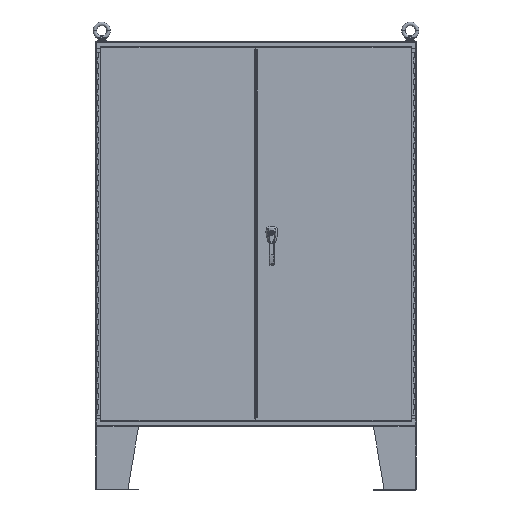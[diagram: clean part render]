
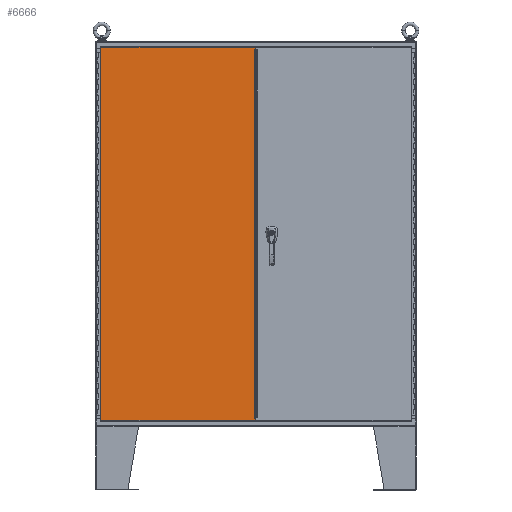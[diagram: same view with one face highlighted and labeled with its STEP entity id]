
A CAD part, front view. The second image highlights one B-rep face of the part: STEP entity #6666.
In plain terms, the highlighted planar face has unit normal (0, -1, 0).
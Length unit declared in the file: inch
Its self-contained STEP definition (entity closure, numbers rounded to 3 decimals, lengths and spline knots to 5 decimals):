
#2001 = EDGE_CURVE ( 'NONE', #40796, #70347, #66986, .T. ) ;
#2213 = DIRECTION ( 'NONE',  ( 0., 0., -1. ) ) ;
#4280 = CARTESIAN_POINT ( 'NONE',  ( -29.10725, -13.723, 34.982 ) ) ;
#4646 = LINE ( 'NONE', #69458, #82071 ) ;
#6666 = ADVANCED_FACE ( 'NONE', ( #86725 ), #102260, .F. ) ;
#7695 = CARTESIAN_POINT ( 'NONE',  ( -29.10725, -13.723, 34.982 ) ) ;
#7867 = CARTESIAN_POINT ( 'NONE',  ( -29.10725, -13.723, -34.982 ) ) ;
#9132 = DIRECTION ( 'NONE',  ( 0., 0., 1. ) ) ;
#12495 = VECTOR ( 'NONE', #64485, 39.37008 ) ;
#13563 = VECTOR ( 'NONE', #41448, 39.37008 ) ;
#21391 = DIRECTION ( 'NONE',  ( 0., 1., 0. ) ) ;
#24984 = ORIENTED_EDGE ( 'NONE', *, *, #88690, .F. ) ;
#25866 = CARTESIAN_POINT ( 'NONE',  ( -29.10725, -13.723, 34.982 ) ) ;
#30256 = LINE ( 'NONE', #39868, #12495 ) ;
#34439 = DIRECTION ( 'NONE',  ( 0., 0., 1. ) ) ;
#38075 = CARTESIAN_POINT ( 'NONE',  ( -0.26825, -13.723, 34.608 ) ) ;
#39868 = CARTESIAN_POINT ( 'NONE',  ( -0.26825, -13.723, -34.982 ) ) ;
#40796 = VERTEX_POINT ( 'NONE', #7867 ) ;
#41448 = DIRECTION ( 'NONE',  ( 1., 0., 0. ) ) ;
#42841 = ORIENTED_EDGE ( 'NONE', *, *, #71303, .F. ) ;
#44128 = ORIENTED_EDGE ( 'NONE', *, *, #102711, .F. ) ;
#44191 = VERTEX_POINT ( 'NONE', #38075 ) ;
#45832 = CARTESIAN_POINT ( 'NONE',  ( -0.26825, -13.723, -34.608 ) ) ;
#50915 = CARTESIAN_POINT ( 'NONE',  ( -29.10725, -13.723, 34.982 ) ) ;
#53947 = DIRECTION ( 'NONE',  ( 0., 0., -1. ) ) ;
#54937 = ORIENTED_EDGE ( 'NONE', *, *, #2001, .F. ) ;
#55440 = VERTEX_POINT ( 'NONE', #56175 ) ;
#56175 = CARTESIAN_POINT ( 'NONE',  ( -0.26825, -13.723, -34.982 ) ) ;
#62435 = EDGE_LOOP ( 'NONE', ( #42841, #64144, #24984, #105396, #54937, #44128 ) ) ;
#62906 = EDGE_CURVE ( 'NONE', #44191, #66530, #4646, .T. ) ;
#64144 = ORIENTED_EDGE ( 'NONE', *, *, #62906, .F. ) ;
#64485 = DIRECTION ( 'NONE',  ( 0., 0., -1. ) ) ;
#66530 = VERTEX_POINT ( 'NONE', #45832 ) ;
#66986 = LINE ( 'NONE', #50915, #94053 ) ;
#69458 = CARTESIAN_POINT ( 'NONE',  ( -0.26825, -13.723, 34.982 ) ) ;
#70347 = VERTEX_POINT ( 'NONE', #4280 ) ;
#71303 = EDGE_CURVE ( 'NONE', #66530, #55440, #30256, .T. ) ;
#71627 = VECTOR ( 'NONE', #103800, 39.37008 ) ;
#75596 = LINE ( 'NONE', #102330, #93652 ) ;
#77064 = LINE ( 'NONE', #103275, #71627 ) ;
#82071 = VECTOR ( 'NONE', #53947, 39.37008 ) ;
#85676 = EDGE_CURVE ( 'NONE', #70347, #96525, #89109, .T. ) ;
#86725 = FACE_OUTER_BOUND ( 'NONE', #62435, .T. ) ;
#88690 = EDGE_CURVE ( 'NONE', #96525, #44191, #75596, .T. ) ;
#89109 = LINE ( 'NONE', #7695, #13563 ) ;
#91944 = CARTESIAN_POINT ( 'NONE',  ( -0.26825, -13.723, 34.982 ) ) ;
#93652 = VECTOR ( 'NONE', #2213, 39.37008 ) ;
#94053 = VECTOR ( 'NONE', #9132, 39.37008 ) ;
#96525 = VERTEX_POINT ( 'NONE', #91944 ) ;
#102260 = PLANE ( 'NONE',  #103041 ) ;
#102330 = CARTESIAN_POINT ( 'NONE',  ( -0.26825, -13.723, -34.982 ) ) ;
#102711 = EDGE_CURVE ( 'NONE', #55440, #40796, #77064, .T. ) ;
#103041 = AXIS2_PLACEMENT_3D ( 'NONE', #25866, #21391, #34439 ) ;
#103275 = CARTESIAN_POINT ( 'NONE',  ( -0.26825, -13.723, -34.982 ) ) ;
#103800 = DIRECTION ( 'NONE',  ( -1., 0., 0. ) ) ;
#105396 = ORIENTED_EDGE ( 'NONE', *, *, #85676, .F. ) ;
